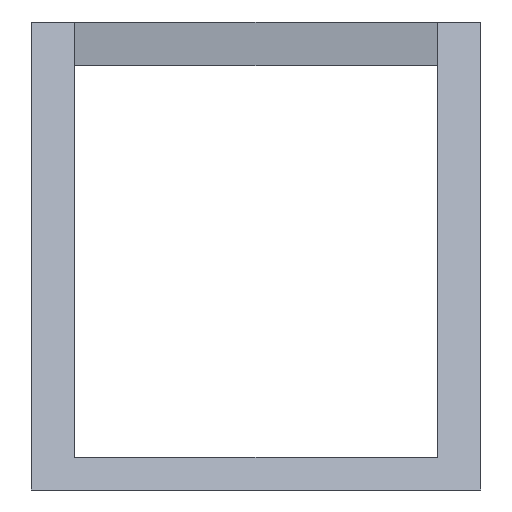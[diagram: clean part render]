
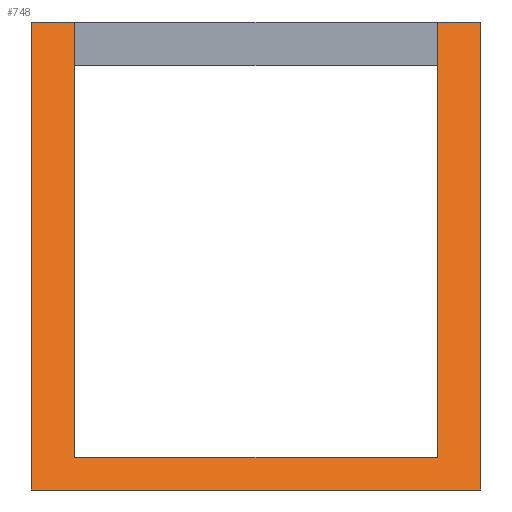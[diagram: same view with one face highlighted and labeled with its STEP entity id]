
A CAD part, front view. The second image highlights one B-rep face of the part: STEP entity #748.
In plain terms, the highlighted planar face has unit normal (0, -0.732, 0.681).
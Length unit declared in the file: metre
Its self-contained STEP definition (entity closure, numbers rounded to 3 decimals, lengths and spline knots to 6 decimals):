
#163=ORIENTED_EDGE('',*,*,#278,.T.);
#164=ORIENTED_EDGE('',*,*,#312,.F.);
#165=ORIENTED_EDGE('',*,*,#325,.F.);
#166=ORIENTED_EDGE('',*,*,#326,.F.);
#167=ORIENTED_EDGE('',*,*,#327,.T.);
#168=ORIENTED_EDGE('',*,*,#309,.T.);
#169=ORIENTED_EDGE('',*,*,#284,.F.);
#170=ORIENTED_EDGE('',*,*,#328,.T.);
#278=EDGE_CURVE('',#375,#374,#446,.T.);
#284=EDGE_CURVE('',#380,#381,#452,.T.);
#309=EDGE_CURVE('',#403,#381,#459,.T.);
#312=EDGE_CURVE('',#404,#374,#462,.T.);
#325=EDGE_CURVE('',#411,#404,#475,.T.);
#326=EDGE_CURVE('',#412,#411,#476,.T.);
#327=EDGE_CURVE('',#412,#403,#477,.T.);
#328=EDGE_CURVE('',#380,#375,#478,.T.);
#374=VERTEX_POINT('',#1096);
#375=VERTEX_POINT('',#1098);
#380=VERTEX_POINT('',#1109);
#381=VERTEX_POINT('',#1111);
#403=VERTEX_POINT('',#1178);
#404=VERTEX_POINT('',#1181);
#411=VERTEX_POINT('',#1208);
#412=VERTEX_POINT('',#1210);
#446=LINE('',#1097,#510);
#452=LINE('',#1110,#516);
#459=LINE('',#1177,#523);
#462=LINE('',#1182,#526);
#475=LINE('',#1207,#539);
#476=LINE('',#1209,#540);
#477=LINE('',#1211,#541);
#478=LINE('',#1212,#542);
#510=VECTOR('',#873,1.);
#516=VECTOR('',#881,1.);
#523=VECTOR('',#932,1.);
#526=VECTOR('',#935,1.);
#539=VECTOR('',#960,1.);
#540=VECTOR('',#961,1.);
#541=VECTOR('',#962,1.);
#542=VECTOR('',#963,1.);
#597=EDGE_LOOP('',(#163,#164,#165,#166,#167,#168,#169,#170));
#671=FACE_BOUND('',#597,.T.);
#717=PLANE('',#814);
#748=ADVANCED_FACE('',(#671),#717,.T.);
#814=AXIS2_PLACEMENT_3D('',#1206,#958,#959);
#873=DIRECTION('',(0.,0.681,0.732));
#881=DIRECTION('',(0.,0.681,0.732));
#932=DIRECTION('',(-1.,0.,0.));
#935=DIRECTION('',(1.,0.,0.));
#958=DIRECTION('',(0.,-0.732,0.681));
#959=DIRECTION('',(0.,-0.681,-0.732));
#960=DIRECTION('',(0.,0.681,0.732));
#961=DIRECTION('',(1.,0.,0.));
#962=DIRECTION('',(0.,0.681,0.732));
#963=DIRECTION('',(1.,0.,0.));
#1096=CARTESIAN_POINT('',(0.181687,0.18352,-0.212143));
#1097=CARTESIAN_POINT('',(0.181687,0.164915,-0.232143));
#1098=CARTESIAN_POINT('',(0.181687,0.14352,-0.255143));
#1109=CARTESIAN_POINT('',(0.140387,0.14352,-0.255143));
#1110=CARTESIAN_POINT('',(0.140387,0.164915,-0.232143));
#1111=CARTESIAN_POINT('',(0.140387,0.18352,-0.212143));
#1177=CARTESIAN_POINT('',(0.144387,0.18352,-0.212143));
#1178=CARTESIAN_POINT('',(0.144387,0.18352,-0.212143));
#1181=CARTESIAN_POINT('',(0.177687,0.18352,-0.212143));
#1182=CARTESIAN_POINT('',(0.177687,0.18352,-0.212143));
#1206=CARTESIAN_POINT('',(0.177687,0.164915,-0.232143));
#1207=CARTESIAN_POINT('',(0.177687,0.164915,-0.232143));
#1208=CARTESIAN_POINT('',(0.177687,0.146311,-0.252143));
#1209=CARTESIAN_POINT('',(0.140385,0.146311,-0.252143));
#1210=CARTESIAN_POINT('',(0.144387,0.146311,-0.252143));
#1211=CARTESIAN_POINT('',(0.144387,0.164915,-0.232143));
#1212=CARTESIAN_POINT('',(0.140385,0.14352,-0.255143));
